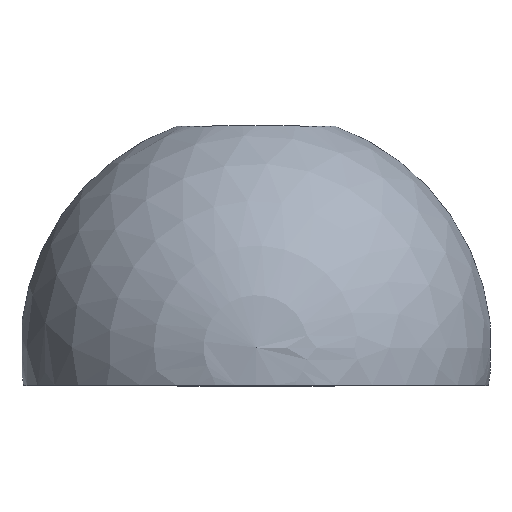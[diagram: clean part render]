
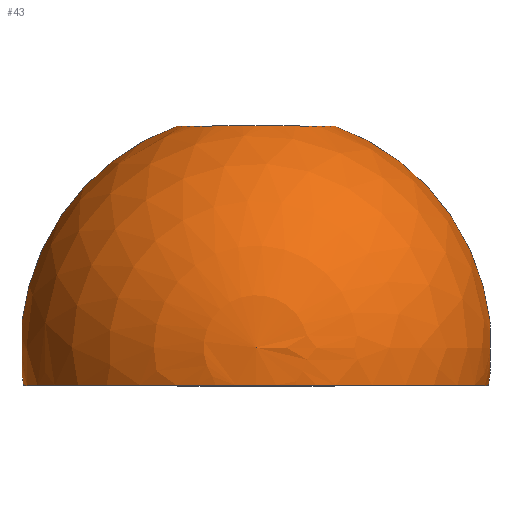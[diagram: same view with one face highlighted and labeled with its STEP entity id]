
A CAD part, top view. The second image highlights one B-rep face of the part: STEP entity #43.
In plain terms, the highlighted spherical face has radius 25 mm.
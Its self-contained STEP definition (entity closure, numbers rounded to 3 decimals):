
#4 = CARTESIAN_POINT ( 'NONE',  ( 24.848, -2.75, 0. ) ) ;
#10 = DIRECTION ( 'NONE',  ( 0., 0., 1. ) ) ;
#15 = DIRECTION ( 'NONE',  ( 0., 1., 0. ) ) ;
#20 = CARTESIAN_POINT ( 'NONE',  ( 0., -4., 0. ) ) ;
#30 = FACE_OUTER_BOUND ( 'NONE', #1168, .T. ) ;
#43 = ADVANCED_FACE ( 'NONE', ( #30 ), #2021, .T. ) ;
#46 = AXIS2_PLACEMENT_3D ( 'NONE', #195, #192, #190 ) ;
#50 = DIRECTION ( 'NONE',  ( 1., 0., 0. ) ) ;
#53 = DIRECTION ( 'NONE',  ( 0., 0., 1. ) ) ;
#54 = CARTESIAN_POINT ( 'NONE',  ( 0., 0., 0. ) ) ;
#101 = DIRECTION ( 'NONE',  ( 0., 0., 1. ) ) ;
#102 = DIRECTION ( 'NONE',  ( -1., 0., 0. ) ) ;
#104 = CARTESIAN_POINT ( 'NONE',  ( -24.848, 0., 0. ) ) ;
#115 = ORIENTED_EDGE ( 'NONE', *, *, #1600, .F. ) ;
#158 = VERTEX_POINT ( 'NONE', #896 ) ;
#160 = DIRECTION ( 'NONE',  ( -1., 0., 0. ) ) ;
#178 = DIRECTION ( 'NONE',  ( 1., 0., 0. ) ) ;
#184 = DIRECTION ( 'NONE',  ( 0., 0., 1. ) ) ;
#186 = CARTESIAN_POINT ( 'NONE',  ( 0., 0., 0. ) ) ;
#190 = DIRECTION ( 'NONE',  ( 0., 0., 1. ) ) ;
#191 = EDGE_CURVE ( 'NONE', #1867, #1758, #1876, .T. ) ;
#192 = DIRECTION ( 'NONE',  ( 0., 1., 0. ) ) ;
#195 = CARTESIAN_POINT ( 'NONE',  ( 0., 23.557, 0. ) ) ;
#199 = VERTEX_POINT ( 'NONE', #649 ) ;
#201 = CARTESIAN_POINT ( 'NONE',  ( 24.848, 0., 0. ) ) ;
#211 = CARTESIAN_POINT ( 'NONE',  ( 24.848, 0., 2.75 ) ) ;
#212 = AXIS2_PLACEMENT_3D ( 'NONE', #1820, #1809, #1804 ) ;
#242 = DIRECTION ( 'NONE',  ( 0., 0., 1. ) ) ;
#246 = AXIS2_PLACEMENT_3D ( 'NONE', #252, #251, #242 ) ;
#251 = DIRECTION ( 'NONE',  ( -1., 0., 0. ) ) ;
#252 = CARTESIAN_POINT ( 'NONE',  ( -24.848, 0., 0. ) ) ;
#378 = CARTESIAN_POINT ( 'NONE',  ( 24.848, 2.75, 0. ) ) ;
#428 = DIRECTION ( 'NONE',  ( 0., 0., -1. ) ) ;
#442 = AXIS2_PLACEMENT_3D ( 'NONE', #186, #184, #178 ) ;
#455 = CARTESIAN_POINT ( 'NONE',  ( 8.371, 23.557, 0. ) ) ;
#464 = VERTEX_POINT ( 'NONE', #1998 ) ;
#499 = CARTESIAN_POINT ( 'NONE',  ( 24.678, -4., 0. ) ) ;
#543 = VERTEX_POINT ( 'NONE', #1917 ) ;
#544 = DIRECTION ( 'NONE',  ( 0., 0., 1. ) ) ;
#547 = DIRECTION ( 'NONE',  ( 0., 1., 0. ) ) ;
#548 = CARTESIAN_POINT ( 'NONE',  ( 0., 23.557, 0. ) ) ;
#574 = DIRECTION ( 'NONE',  ( 0., 0., -1. ) ) ;
#616 = CARTESIAN_POINT ( 'NONE',  ( 24.848, 0., 0. ) ) ;
#640 = VERTEX_POINT ( 'NONE', #1852 ) ;
#649 = CARTESIAN_POINT ( 'NONE',  ( 0., 23.557, 8.371 ) ) ;
#654 = AXIS2_PLACEMENT_3D ( 'NONE', #104, #102, #101 ) ;
#665 = DIRECTION ( 'NONE',  ( -1., 0., 0. ) ) ;
#685 = VERTEX_POINT ( 'NONE', #1801 ) ;
#778 = AXIS2_PLACEMENT_3D ( 'NONE', #616, #665, #574 ) ;
#896 = CARTESIAN_POINT ( 'NONE',  ( -24.678, -4., 0. ) ) ;
#963 = CIRCLE ( 'NONE', #2036, 2.75 ) ;
#965 = CIRCLE ( 'NONE', #1309, 25. ) ;
#991 = CIRCLE ( 'NONE', #1753, 24.678 ) ;
#1013 = AXIS2_PLACEMENT_3D ( 'NONE', #1371, #1200, #1256 ) ;
#1048 = CIRCLE ( 'NONE', #442, 25. ) ;
#1052 = CIRCLE ( 'NONE', #46, 8.371 ) ;
#1075 = CIRCLE ( 'NONE', #654, 2.75 ) ;
#1141 = DIRECTION ( 'NONE',  ( -1., 0., 0. ) ) ;
#1168 = EDGE_LOOP ( 'NONE', ( #1692, #1712, #1784, #1879, #2020, #1810, #2004, #1895, #1724, #1931, #115 ) ) ;
#1200 = DIRECTION ( 'NONE',  ( 0., 0., 1. ) ) ;
#1256 = DIRECTION ( 'NONE',  ( 1., 0., 0. ) ) ;
#1309 = AXIS2_PLACEMENT_3D ( 'NONE', #54, #53, #50 ) ;
#1344 = CIRCLE ( 'NONE', #1949, 25. ) ;
#1371 = CARTESIAN_POINT ( 'NONE',  ( 0., 0., 0. ) ) ;
#1456 = CIRCLE ( 'NONE', #246, 2.75 ) ;
#1537 = CIRCLE ( 'NONE', #212, 25. ) ;
#1572 = CARTESIAN_POINT ( 'NONE',  ( 0., 0., 0. ) ) ;
#1600 = EDGE_CURVE ( 'NONE', #199, #1686, #1789, .T. ) ;
#1625 = VERTEX_POINT ( 'NONE', #499 ) ;
#1686 = VERTEX_POINT ( 'NONE', #455 ) ;
#1692 = ORIENTED_EDGE ( 'NONE', *, *, #1870, .F. ) ;
#1712 = ORIENTED_EDGE ( 'NONE', *, *, #1875, .T. ) ;
#1724 = ORIENTED_EDGE ( 'NONE', *, *, #191, .T. ) ;
#1753 = AXIS2_PLACEMENT_3D ( 'NONE', #20, #15, #10 ) ;
#1758 = VERTEX_POINT ( 'NONE', #378 ) ;
#1784 = ORIENTED_EDGE ( 'NONE', *, *, #1806, .F. ) ;
#1789 = CIRCLE ( 'NONE', #1830, 8.371 ) ;
#1801 = CARTESIAN_POINT ( 'NONE',  ( -8.371, 23.557, 0. ) ) ;
#1804 = DIRECTION ( 'NONE',  ( -1., 0., 0. ) ) ;
#1806 = EDGE_CURVE ( 'NONE', #640, #543, #1456, .T. ) ;
#1809 = DIRECTION ( 'NONE',  ( 0., 0., -1. ) ) ;
#1810 = ORIENTED_EDGE ( 'NONE', *, *, #1938, .T. ) ;
#1820 = CARTESIAN_POINT ( 'NONE',  ( 0., 0., 0. ) ) ;
#1830 = AXIS2_PLACEMENT_3D ( 'NONE', #548, #547, #544 ) ;
#1852 = CARTESIAN_POINT ( 'NONE',  ( -24.848, 0., 2.75 ) ) ;
#1867 = VERTEX_POINT ( 'NONE', #211 ) ;
#1870 = EDGE_CURVE ( 'NONE', #685, #199, #1052, .T. ) ;
#1875 = EDGE_CURVE ( 'NONE', #685, #543, #1048, .T. ) ;
#1876 = CIRCLE ( 'NONE', #778, 2.75 ) ;
#1879 = ORIENTED_EDGE ( 'NONE', *, *, #1901, .F. ) ;
#1895 = ORIENTED_EDGE ( 'NONE', *, *, #1975, .T. ) ;
#1901 = EDGE_CURVE ( 'NONE', #464, #640, #1075, .T. ) ;
#1917 = CARTESIAN_POINT ( 'NONE',  ( -24.848, 2.75, 0. ) ) ;
#1924 = EDGE_CURVE ( 'NONE', #464, #158, #965, .T. ) ;
#1931 = ORIENTED_EDGE ( 'NONE', *, *, #1984, .F. ) ;
#1938 = EDGE_CURVE ( 'NONE', #158, #1625, #991, .T. ) ;
#1949 = AXIS2_PLACEMENT_3D ( 'NONE', #1572, #428, #1141 ) ;
#1955 = VERTEX_POINT ( 'NONE', #4 ) ;
#1963 = EDGE_CURVE ( 'NONE', #1955, #1625, #1344, .T. ) ;
#1975 = EDGE_CURVE ( 'NONE', #1955, #1867, #963, .T. ) ;
#1984 = EDGE_CURVE ( 'NONE', #1686, #1758, #1537, .T. ) ;
#1998 = CARTESIAN_POINT ( 'NONE',  ( -24.848, -2.75, 0. ) ) ;
#2004 = ORIENTED_EDGE ( 'NONE', *, *, #1963, .F. ) ;
#2020 = ORIENTED_EDGE ( 'NONE', *, *, #1924, .T. ) ;
#2021 = SPHERICAL_SURFACE ( 'NONE', #1013, 25. ) ;
#2036 = AXIS2_PLACEMENT_3D ( 'NONE', #201, #160, #2037 ) ;
#2037 = DIRECTION ( 'NONE',  ( 0., 0., -1. ) ) ;
